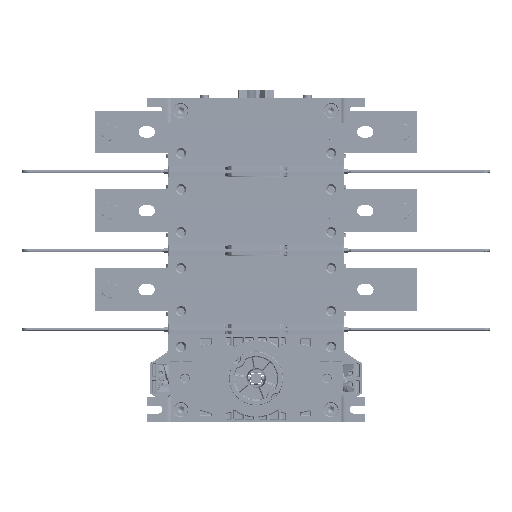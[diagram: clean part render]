
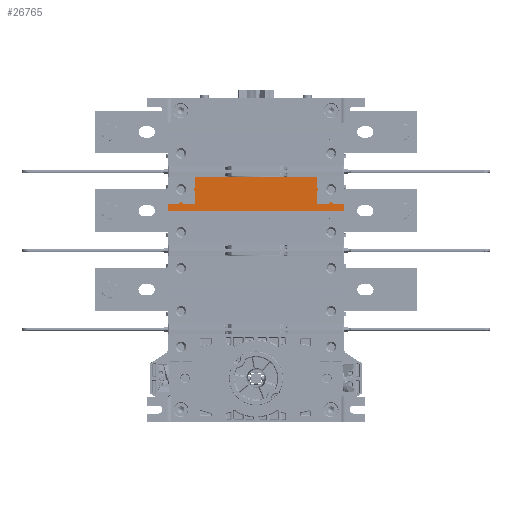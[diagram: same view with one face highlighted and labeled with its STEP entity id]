
A CAD part, front view. The second image highlights one B-rep face of the part: STEP entity #26765.
In plain terms, the highlighted planar face has unit normal (0, -1, -0.004).
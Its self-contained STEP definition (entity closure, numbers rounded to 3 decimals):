
#26765=ADVANCED_FACE('',(#36120),#30774,.F.);
#30774=PLANE('',#171717);
#36120=FACE_OUTER_BOUND('',#43801,.T.);
#43801=EDGE_LOOP('',(#74179,#74180,#74181,#74182,#74183,#74184,#74185,#74186,
#74187,#74188,#74189,#74190,#74191,#74192,#74193,#74194,#74195,#74196,#74197,
#74198,#74199,#74200,#74201,#74202));
#74179=ORIENTED_EDGE('',*,*,#123720,.T.);
#74180=ORIENTED_EDGE('',*,*,#123721,.T.);
#74181=ORIENTED_EDGE('',*,*,#123722,.T.);
#74182=ORIENTED_EDGE('',*,*,#123723,.T.);
#74183=ORIENTED_EDGE('',*,*,#123724,.F.);
#74184=ORIENTED_EDGE('',*,*,#123725,.F.);
#74185=ORIENTED_EDGE('',*,*,#123726,.T.);
#74186=ORIENTED_EDGE('',*,*,#123727,.T.);
#74187=ORIENTED_EDGE('',*,*,#123728,.T.);
#74188=ORIENTED_EDGE('',*,*,#123729,.F.);
#74189=ORIENTED_EDGE('',*,*,#123730,.T.);
#74190=ORIENTED_EDGE('',*,*,#123731,.F.);
#74191=ORIENTED_EDGE('',*,*,#123732,.T.);
#74192=ORIENTED_EDGE('',*,*,#123733,.F.);
#74193=ORIENTED_EDGE('',*,*,#123734,.T.);
#74194=ORIENTED_EDGE('',*,*,#123735,.F.);
#74195=ORIENTED_EDGE('',*,*,#123736,.T.);
#74196=ORIENTED_EDGE('',*,*,#123737,.T.);
#74197=ORIENTED_EDGE('',*,*,#123738,.T.);
#74198=ORIENTED_EDGE('',*,*,#123739,.T.);
#74199=ORIENTED_EDGE('',*,*,#123740,.T.);
#74200=ORIENTED_EDGE('',*,*,#123741,.T.);
#74201=ORIENTED_EDGE('',*,*,#123742,.T.);
#74202=ORIENTED_EDGE('',*,*,#123718,.F.);
#99428=VERTEX_POINT('',#288966);
#99429=VERTEX_POINT('',#288968);
#99430=VERTEX_POINT('',#288972);
#99431=VERTEX_POINT('',#288974);
#99432=VERTEX_POINT('',#288976);
#99433=VERTEX_POINT('',#288978);
#99434=VERTEX_POINT('',#288980);
#99435=VERTEX_POINT('',#288982);
#99436=VERTEX_POINT('',#288984);
#99437=VERTEX_POINT('',#288986);
#99438=VERTEX_POINT('',#288988);
#99439=VERTEX_POINT('',#288990);
#99440=VERTEX_POINT('',#288992);
#99441=VERTEX_POINT('',#288994);
#99442=VERTEX_POINT('',#288996);
#99443=VERTEX_POINT('',#288998);
#99444=VERTEX_POINT('',#289000);
#99445=VERTEX_POINT('',#289002);
#99446=VERTEX_POINT('',#289004);
#99447=VERTEX_POINT('',#289006);
#99448=VERTEX_POINT('',#289008);
#99449=VERTEX_POINT('',#289010);
#99450=VERTEX_POINT('',#289012);
#99451=VERTEX_POINT('',#289014);
#123718=EDGE_CURVE('',#99428,#99429,#141541,.T.);
#123720=EDGE_CURVE('',#99428,#99430,#141543,.T.);
#123721=EDGE_CURVE('',#99430,#99431,#141544,.T.);
#123722=EDGE_CURVE('',#99431,#99432,#141545,.T.);
#123723=EDGE_CURVE('',#99432,#99433,#141546,.T.);
#123724=EDGE_CURVE('',#99434,#99433,#141547,.T.);
#123725=EDGE_CURVE('',#99435,#99434,#141548,.T.);
#123726=EDGE_CURVE('',#99435,#99436,#141549,.T.);
#123727=EDGE_CURVE('',#99436,#99437,#141550,.T.);
#123728=EDGE_CURVE('',#99437,#99438,#141551,.T.);
#123729=EDGE_CURVE('',#99439,#99438,#141552,.T.);
#123730=EDGE_CURVE('',#99439,#99440,#141553,.T.);
#123731=EDGE_CURVE('',#99441,#99440,#141554,.T.);
#123732=EDGE_CURVE('',#99441,#99442,#141555,.T.);
#123733=EDGE_CURVE('',#99443,#99442,#141556,.T.);
#123734=EDGE_CURVE('',#99443,#99444,#141557,.T.);
#123735=EDGE_CURVE('',#99445,#99444,#141558,.T.);
#123736=EDGE_CURVE('',#99445,#99446,#141559,.T.);
#123737=EDGE_CURVE('',#99446,#99447,#141560,.T.);
#123738=EDGE_CURVE('',#99447,#99448,#141561,.T.);
#123739=EDGE_CURVE('',#99448,#99449,#141562,.T.);
#123740=EDGE_CURVE('',#99449,#99450,#141563,.T.);
#123741=EDGE_CURVE('',#99450,#99451,#141564,.T.);
#123742=EDGE_CURVE('',#99451,#99429,#141565,.T.);
#141541=LINE('',#288967,#156362);
#141543=LINE('',#288971,#156364);
#141544=LINE('',#288973,#156365);
#141545=LINE('',#288975,#156366);
#141546=LINE('',#288977,#156367);
#141547=LINE('',#288979,#156368);
#141548=LINE('',#288981,#156369);
#141549=LINE('',#288983,#156370);
#141550=LINE('',#288985,#156371);
#141551=LINE('',#288987,#156372);
#141552=LINE('',#288989,#156373);
#141553=LINE('',#288991,#156374);
#141554=LINE('',#288993,#156375);
#141555=LINE('',#288995,#156376);
#141556=LINE('',#288997,#156377);
#141557=LINE('',#288999,#156378);
#141558=LINE('',#289001,#156379);
#141559=LINE('',#289003,#156380);
#141560=LINE('',#289005,#156381);
#141561=LINE('',#289007,#156382);
#141562=LINE('',#289009,#156383);
#141563=LINE('',#289011,#156384);
#141564=LINE('',#289013,#156385);
#141565=LINE('',#289015,#156386);
#156362=VECTOR('',#208883,1.);
#156364=VECTOR('',#208887,1.);
#156365=VECTOR('',#208888,1.);
#156366=VECTOR('',#208889,1.);
#156367=VECTOR('',#208890,1.);
#156368=VECTOR('',#208891,1.);
#156369=VECTOR('',#208892,1.);
#156370=VECTOR('',#208893,1.);
#156371=VECTOR('',#208894,1.);
#156372=VECTOR('',#208895,1.);
#156373=VECTOR('',#208896,1.);
#156374=VECTOR('',#208897,1.);
#156375=VECTOR('',#208898,1.);
#156376=VECTOR('',#208899,1.);
#156377=VECTOR('',#208900,1.);
#156378=VECTOR('',#208901,1.);
#156379=VECTOR('',#208902,1.);
#156380=VECTOR('',#208903,1.);
#156381=VECTOR('',#208904,1.);
#156382=VECTOR('',#208905,1.);
#156383=VECTOR('',#208906,1.);
#156384=VECTOR('',#208907,1.);
#156385=VECTOR('',#208908,1.);
#156386=VECTOR('',#208909,1.);
#171717=AXIS2_PLACEMENT_3D('',#289016,#208910,#208911);
#208883=DIRECTION('',(0.,0.004,-1.));
#208887=DIRECTION('',(-1.,0.,0.));
#208888=DIRECTION('',(-0.574,-0.004,0.819));
#208889=DIRECTION('',(-1.,0.,0.));
#208890=DIRECTION('',(-0.574,0.004,-0.819));
#208891=DIRECTION('',(1.,0.,0.));
#208892=DIRECTION('',(0.,0.004,-1.));
#208893=DIRECTION('',(0.819,-0.003,0.574));
#208894=DIRECTION('',(0.,-0.004,1.));
#208895=DIRECTION('',(-0.819,-0.003,0.574));
#208896=DIRECTION('',(0.,0.004,-1.));
#208897=DIRECTION('',(-1.,0.,0.));
#208898=DIRECTION('',(0.,-0.004,1.));
#208899=DIRECTION('',(-0.819,0.003,-0.574));
#208900=DIRECTION('',(0.,-0.004,1.));
#208901=DIRECTION('',(0.819,0.003,-0.574));
#208902=DIRECTION('',(0.,-0.004,1.));
#208903=DIRECTION('',(-1.,0.,0.));
#208904=DIRECTION('',(-0.574,-0.004,0.819));
#208905=DIRECTION('',(-1.,0.,0.));
#208906=DIRECTION('',(-0.574,0.004,-0.819));
#208907=DIRECTION('',(-1.,0.,0.));
#208908=DIRECTION('',(0.,0.004,-1.));
#208909=DIRECTION('',(1.,0.,0.));
#208910=DIRECTION('',(0.,1.,0.004));
#208911=DIRECTION('',(-1.,0.,0.));
#288966=CARTESIAN_POINT('',(276.406,190.693,52.55));
#288967=CARTESIAN_POINT('',(276.406,190.693,52.55));
#288968=CARTESIAN_POINT('',(276.406,190.728,44.5));
#288971=CARTESIAN_POINT('',(276.406,190.693,52.55));
#288972=CARTESIAN_POINT('',(263.858,190.693,52.55));
#288973=CARTESIAN_POINT('',(263.858,190.693,52.55));
#288974=CARTESIAN_POINT('',(262.562,190.685,54.4));
#288975=CARTESIAN_POINT('',(260.516,190.685,54.4));
#288976=CARTESIAN_POINT('',(260.516,190.685,54.4));
#288977=CARTESIAN_POINT('',(260.516,190.685,54.4));
#288978=CARTESIAN_POINT('',(259.221,190.693,52.55));
#288979=CARTESIAN_POINT('',(244.59,190.693,52.55));
#288980=CARTESIAN_POINT('',(244.59,190.693,52.55));
#288981=CARTESIAN_POINT('',(244.59,190.629,67.181));
#288982=CARTESIAN_POINT('',(244.59,190.629,67.181));
#288983=CARTESIAN_POINT('',(244.59,190.629,67.181));
#288984=CARTESIAN_POINT('',(246.44,190.623,68.477));
#288985=CARTESIAN_POINT('',(246.44,190.623,68.477));
#288986=CARTESIAN_POINT('',(246.44,190.614,70.523));
#288987=CARTESIAN_POINT('',(246.44,190.614,70.523));
#288988=CARTESIAN_POINT('',(244.59,190.609,71.819));
#288989=CARTESIAN_POINT('',(244.59,190.553,84.5));
#288990=CARTESIAN_POINT('',(244.59,190.553,84.5));
#288991=CARTESIAN_POINT('',(103.489,190.553,84.5));
#288992=CARTESIAN_POINT('',(103.489,190.553,84.5));
#288993=CARTESIAN_POINT('',(103.489,190.609,71.819));
#288994=CARTESIAN_POINT('',(103.489,190.609,71.819));
#288995=CARTESIAN_POINT('',(103.489,190.609,71.819));
#288996=CARTESIAN_POINT('',(101.639,190.614,70.523));
#288997=CARTESIAN_POINT('',(101.639,190.623,68.477));
#288998=CARTESIAN_POINT('',(101.639,190.623,68.477));
#288999=CARTESIAN_POINT('',(101.639,190.623,68.477));
#289000=CARTESIAN_POINT('',(103.489,190.629,67.181));
#289001=CARTESIAN_POINT('',(103.489,190.693,52.55));
#289002=CARTESIAN_POINT('',(103.489,190.693,52.55));
#289003=CARTESIAN_POINT('',(88.858,190.693,52.55));
#289004=CARTESIAN_POINT('',(88.858,190.693,52.55));
#289005=CARTESIAN_POINT('',(88.858,190.693,52.55));
#289006=CARTESIAN_POINT('',(87.562,190.685,54.4));
#289007=CARTESIAN_POINT('',(85.516,190.685,54.4));
#289008=CARTESIAN_POINT('',(85.516,190.685,54.4));
#289009=CARTESIAN_POINT('',(85.516,190.685,54.4));
#289010=CARTESIAN_POINT('',(84.221,190.693,52.55));
#289011=CARTESIAN_POINT('',(84.221,190.693,52.55));
#289012=CARTESIAN_POINT('',(71.673,190.693,52.55));
#289013=CARTESIAN_POINT('',(71.673,190.693,52.55));
#289014=CARTESIAN_POINT('',(71.673,190.728,44.5));
#289015=CARTESIAN_POINT('',(276.406,190.728,44.5));
#289016=CARTESIAN_POINT('',(277.739,190.553,84.5));
